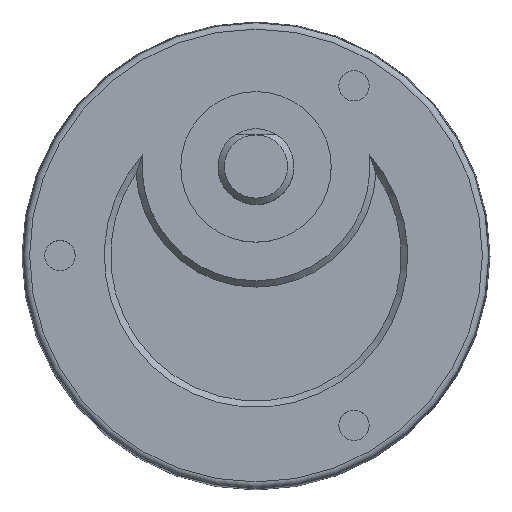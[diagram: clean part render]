
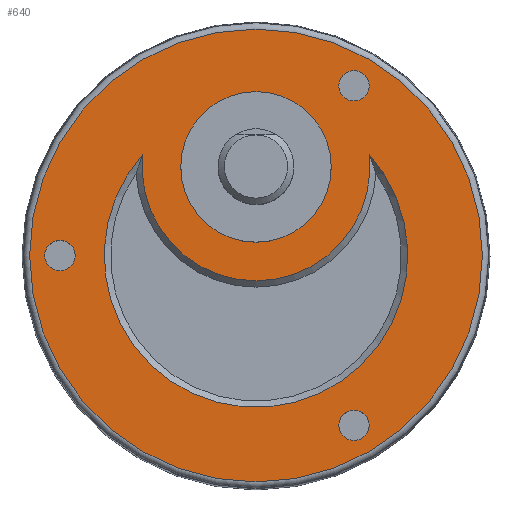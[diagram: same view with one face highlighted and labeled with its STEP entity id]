
A CAD part, top view. The second image highlights one B-rep face of the part: STEP entity #640.
In plain terms, the highlighted planar face has unit normal (0, 0, 1).
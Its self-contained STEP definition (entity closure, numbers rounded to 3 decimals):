
#73=CARTESIAN_POINT('',(-8.944,8.,21.));
#74=VERTEX_POINT('',#73);
#75=CARTESIAN_POINT('',(8.944,8.,21.));
#76=VERTEX_POINT('',#75);
#77=CARTESIAN_POINT('',(0.0,7.,21.));
#78=DIRECTION('',(0.,0.,1.));
#79=DIRECTION('',(0.994,-0.111,0.));
#80=AXIS2_PLACEMENT_3D('',#77,#78,#79);
#81=CIRCLE('',#80,9.0);
#82=EDGE_CURVE('',#74,#76,#81,.T.);
#117=CARTESIAN_POINT('',(0.0,0.,21.));
#118=DIRECTION('',(0.,0.,-1.));
#119=DIRECTION('',(-0.745,0.667,0.));
#120=AXIS2_PLACEMENT_3D('',#117,#118,#119);
#121=CIRCLE('',#120,12.0);
#122=EDGE_CURVE('',#76,#74,#121,.T.);
#162=CARTESIAN_POINT('',(-14.3,0.,21.));
#163=VERTEX_POINT('',#162);
#164=CARTESIAN_POINT('',(-15.5,0.,21.));
#165=DIRECTION('',(0.0,0.,-1.0));
#166=DIRECTION('',(-1.0,0.0,0.0));
#167=AXIS2_PLACEMENT_3D('',#164,#165,#166);
#168=CIRCLE('',#167,1.2);
#169=EDGE_CURVE('',#163,#163,#168,.T.);
#199=CARTESIAN_POINT('',(8.95,-13.423,21.));
#200=VERTEX_POINT('',#199);
#201=CARTESIAN_POINT('',(7.75,-13.423,21.));
#202=DIRECTION('',(0.0,0.,-1.0));
#203=DIRECTION('',(-1.0,0.0,0.0));
#204=AXIS2_PLACEMENT_3D('',#201,#202,#203);
#205=CIRCLE('',#204,1.2);
#206=EDGE_CURVE('',#200,#200,#205,.T.);
#236=CARTESIAN_POINT('',(8.95,13.423,21.));
#237=VERTEX_POINT('',#236);
#238=CARTESIAN_POINT('',(7.75,13.423,21.));
#239=DIRECTION('',(0.0,0.,-1.0));
#240=DIRECTION('',(-1.0,0.0,0.0));
#241=AXIS2_PLACEMENT_3D('',#238,#239,#240);
#242=CIRCLE('',#241,1.2);
#243=EDGE_CURVE('',#237,#237,#242,.T.);
#407=CARTESIAN_POINT('',(5.95,7.,21.));
#408=VERTEX_POINT('',#407);
#409=CARTESIAN_POINT('',(0.0,7.,21.));
#410=DIRECTION('',(0.0,0.,-1.0));
#411=DIRECTION('',(-1.0,0.0,0.0));
#412=AXIS2_PLACEMENT_3D('',#409,#410,#411);
#413=CIRCLE('',#412,5.95);
#414=EDGE_CURVE('',#408,#408,#413,.T.);
#608=CARTESIAN_POINT('',(0.0,8.95,21.));
#609=DIRECTION('',(0.0,0.,1.0));
#610=DIRECTION('',(1.0,0.0,0.0));
#611=AXIS2_PLACEMENT_3D('',#608,#609,#610);
#612=PLANE('',#611);
#613=CARTESIAN_POINT('',(0.0,17.9,21.));
#614=VERTEX_POINT('',#613);
#615=CARTESIAN_POINT('',(0.0,0.,21.));
#616=DIRECTION('',(0.0,0.,-1.0));
#617=DIRECTION('',(0.0,1.0,0.));
#618=AXIS2_PLACEMENT_3D('',#615,#616,#617);
#619=CIRCLE('',#618,17.9);
#620=EDGE_CURVE('',#614,#614,#619,.T.);
#621=ORIENTED_EDGE('',*,*,#620,.F.);
#622=EDGE_LOOP('',(#621));
#623=FACE_OUTER_BOUND('',#622,.T.);
#624=ORIENTED_EDGE('',*,*,#169,.T.);
#625=EDGE_LOOP('',(#624));
#626=FACE_BOUND('',#625,.T.);
#627=ORIENTED_EDGE('',*,*,#206,.T.);
#628=EDGE_LOOP('',(#627));
#629=FACE_BOUND('',#628,.T.);
#630=ORIENTED_EDGE('',*,*,#243,.T.);
#631=EDGE_LOOP('',(#630));
#632=FACE_BOUND('',#631,.T.);
#633=ORIENTED_EDGE('',*,*,#122,.T.);
#634=ORIENTED_EDGE('',*,*,#82,.T.);
#635=EDGE_LOOP('',(#633,#634));
#636=FACE_BOUND('',#635,.T.);
#637=ORIENTED_EDGE('',*,*,#414,.T.);
#638=EDGE_LOOP('',(#637));
#639=FACE_BOUND('',#638,.T.);
#640=ADVANCED_FACE('',(#623,#626,#629,#632,#636,#639),#612,.T.);
